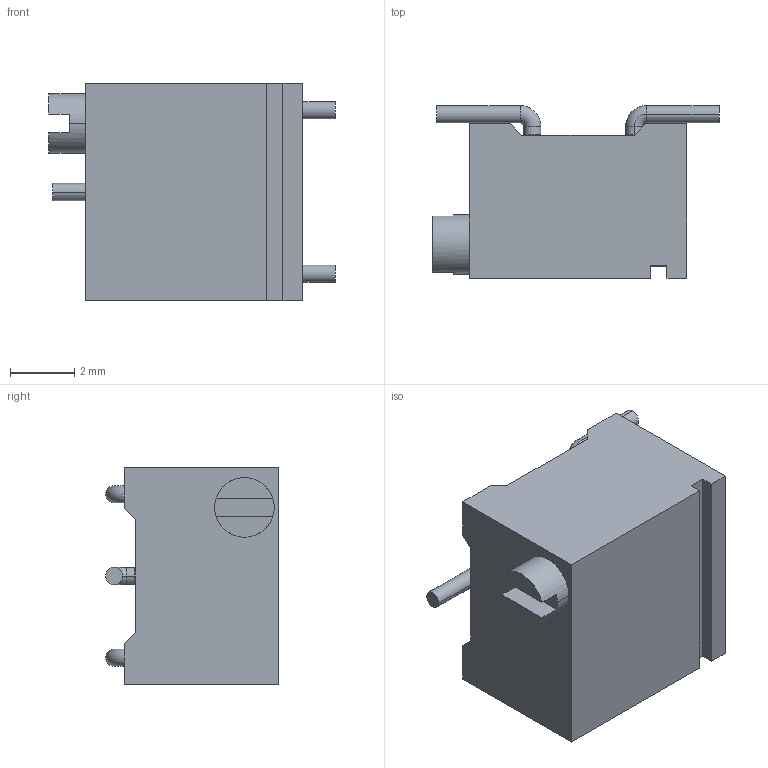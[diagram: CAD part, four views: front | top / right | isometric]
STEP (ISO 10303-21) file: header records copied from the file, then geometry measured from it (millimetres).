
FILE_DESCRIPTION((''),'2;1');
FILE_NAME('84P_SW0001','2013-03-14T',('BMozley'),(''),'PRO/ENGINEER BY PARAMETRIC TECHNOLOGY CORPORATION, 2012480','PRO/ENGINEER BY PARAMETRIC TECHNOLOGY CORPORATION, 2012480','');
FILE_SCHEMA(('CONFIG_CONTROL_DESIGN'));
Length unit declared in the file: inch
Products named in the file (1): 84P_SW0001
Bounding box: 8.92 x 5.37 x 6.76 mm (x, y, z)
Volume: 207.9 mm3; surface area: 253.4 mm2
Topology: 1 solids, 2 shells, 121 faces, 293 edges, 178 vertices
Faces by surface type: plane 82, cylinder 25, torus 12, cone 2
Entity records: 3605 total; most frequent: CARTESIAN_POINT 734, ORIENTED_EDGE 586, DIRECTION 581, EDGE_CURVE 293, VECTOR 215, LINE 215, AXIS2_PLACEMENT_3D 183, VERTEX_POINT 178
